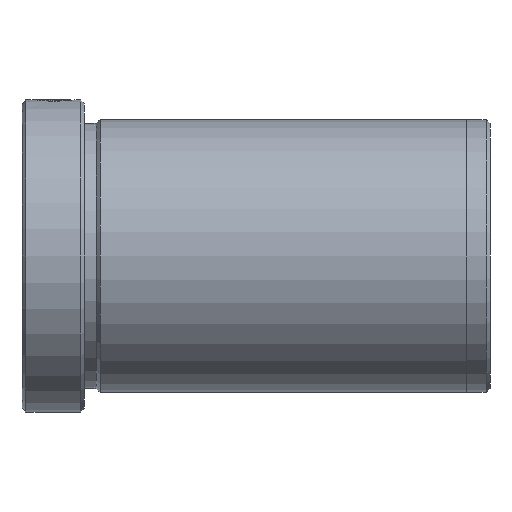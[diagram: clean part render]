
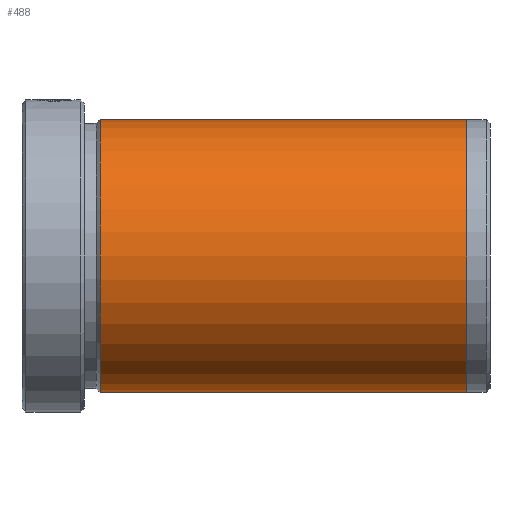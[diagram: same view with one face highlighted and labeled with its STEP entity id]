
A CAD part, left-side view. The second image highlights one B-rep face of the part: STEP entity #488.
In plain terms, the highlighted cylindrical face has radius 17.5 mm (diameter 35 mm), a partial arc.
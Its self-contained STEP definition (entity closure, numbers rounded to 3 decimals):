
#17 = DIRECTION ( 'NONE',  ( 0., 0., -1. ) ) ;
#19 = AXIS2_PLACEMENT_3D ( 'NONE', #532, #1525, #678 ) ;
#42 = EDGE_CURVE ( 'NONE', #571, #1415, #596, .T. ) ;
#152 = ORIENTED_EDGE ( 'NONE', *, *, #920, .F. ) ;
#216 = VECTOR ( 'NONE', #253, 1000. ) ;
#248 = ORIENTED_EDGE ( 'NONE', *, *, #42, .T. ) ;
#253 = DIRECTION ( 'NONE',  ( 0., 1., 0. ) ) ;
#367 = DIRECTION ( 'NONE',  ( 0., 0., 1. ) ) ;
#488 = ADVANCED_FACE ( 'NONE', ( #1035 ), #648, .T. ) ;
#532 = CARTESIAN_POINT ( 'NONE',  ( 0., -10., 0. ) ) ;
#559 = EDGE_CURVE ( 'NONE', #1089, #1415, #1407, .T. ) ;
#571 = VERTEX_POINT ( 'NONE', #1667 ) ;
#596 = LINE ( 'NONE', #811, #216 ) ;
#648 = CYLINDRICAL_SURFACE ( 'NONE', #1652, 17.5 ) ;
#678 = DIRECTION ( 'NONE',  ( 0., 0., 1. ) ) ;
#738 = ORIENTED_EDGE ( 'NONE', *, *, #1548, .F. ) ;
#789 = DIRECTION ( 'NONE',  ( 0., 1., 0. ) ) ;
#803 = CARTESIAN_POINT ( 'NONE',  ( 0., 0., 0. ) ) ;
#804 = EDGE_LOOP ( 'NONE', ( #152, #738, #248, #1736 ) ) ;
#811 = CARTESIAN_POINT ( 'NONE',  ( 0., 0., 17.5 ) ) ;
#833 = CARTESIAN_POINT ( 'NONE',  ( 0., -10., -17.5 ) ) ;
#858 = CARTESIAN_POINT ( 'NONE',  ( 0., -10., 17.5 ) ) ;
#859 = DIRECTION ( 'NONE',  ( 0., -1., 0. ) ) ;
#914 = CIRCLE ( 'NONE', #1333, 17.5 ) ;
#920 = EDGE_CURVE ( 'NONE', #1797, #1089, #1346, .T. ) ;
#959 = VECTOR ( 'NONE', #789, 1000. ) ;
#1035 = FACE_OUTER_BOUND ( 'NONE', #804, .T. ) ;
#1089 = VERTEX_POINT ( 'NONE', #833 ) ;
#1333 = AXIS2_PLACEMENT_3D ( 'NONE', #1700, #859, #17 ) ;
#1346 = LINE ( 'NONE', #1628, #959 ) ;
#1368 = DIRECTION ( 'NONE',  ( 0., 1., 0. ) ) ;
#1407 = CIRCLE ( 'NONE', #19, 17.5 ) ;
#1415 = VERTEX_POINT ( 'NONE', #858 ) ;
#1525 = DIRECTION ( 'NONE',  ( 0., 1., 0. ) ) ;
#1543 = CARTESIAN_POINT ( 'NONE',  ( 0., -57., -17.5 ) ) ;
#1548 = EDGE_CURVE ( 'NONE', #571, #1797, #914, .T. ) ;
#1628 = CARTESIAN_POINT ( 'NONE',  ( 0., 0., -17.5 ) ) ;
#1652 = AXIS2_PLACEMENT_3D ( 'NONE', #803, #1368, #367 ) ;
#1667 = CARTESIAN_POINT ( 'NONE',  ( 0., -57., 17.5 ) ) ;
#1700 = CARTESIAN_POINT ( 'NONE',  ( 0., -57., 0. ) ) ;
#1736 = ORIENTED_EDGE ( 'NONE', *, *, #559, .F. ) ;
#1797 = VERTEX_POINT ( 'NONE', #1543 ) ;
